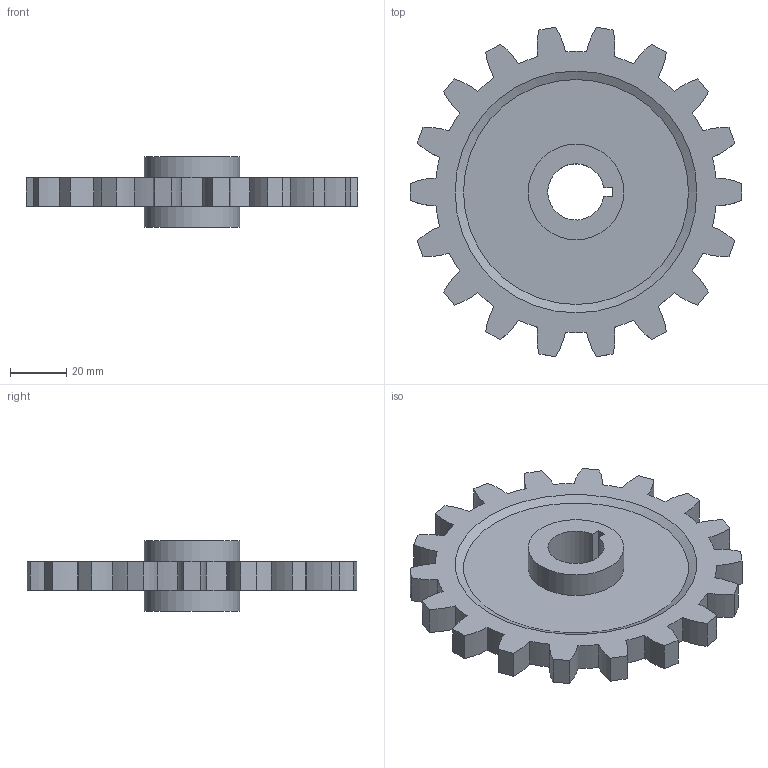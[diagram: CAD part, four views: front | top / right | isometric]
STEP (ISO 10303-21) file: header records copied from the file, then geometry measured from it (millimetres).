
FILE_DESCRIPTION(/* description */ ('STEP AP203 File'),/* implementation_level */ '2;1');
FILE_NAME(/* name */ 'gear',/* time_stamp */ '1999-02-11T15:41:38-05:00',/* author */ ('Name'),/* organization */ ('STEP Tools, Inc.'),/* preprocessor_version */ 'ST-DEVELOPER 1.6',/* originating_system */ 'ST-ACIS',/* authorisation */ 'Name');
FILE_SCHEMA (('CONFIG_CONTROL_DESIGN'));
Length unit declared in the file: millimetre
Products named in the file (1): 1
Bounding box: 118 x 117.25 x 25 mm (x, y, z)
Volume: 84563.2 mm3; surface area: 27542.8 mm2
Topology: 1 solids, 1 shells, 86 faces, 244 edges, 164 vertices
Faces by surface type: cylinder 57, plane 27, cone 2
Full cylindrical faces by diameter (mm): 34 x2
Entity records: 2831 total; most frequent: ORIENTED_EDGE 472, CARTESIAN_POINT 430, DIRECTION 395, EDGE_CURVE 236, INTERSECTION_CURVE 236, VERTEX_POINT 160, AXIS2_PLACEMENT_3D 152, LINE 118
